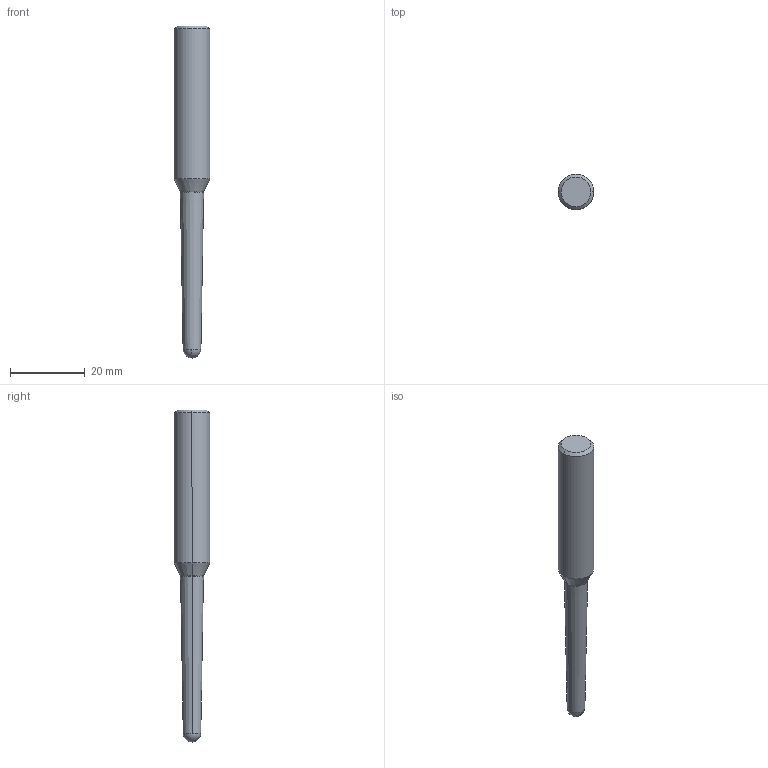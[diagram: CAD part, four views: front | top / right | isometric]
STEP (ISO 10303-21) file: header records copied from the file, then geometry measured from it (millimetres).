
FILE_DESCRIPTION (( 'STEP AP203' ), '1' );
FILE_NAME ('32452.STEP', '2024-03-04T15:24:41', ( '' ), ( '' ), 'SwSTEP 2.0', 'SolidWorks 2023', '' );
FILE_SCHEMA (( 'CONFIG_CONTROL_DESIGN' ));
Length unit declared in the file: inch
Products named in the file (1): 32452
Bounding box: 9.53 x 9.53 x 88.9 mm (x, y, z)
Volume: 4117 mm3; surface area: 2201.8 mm2
Topology: 2 solids, 2 shells, 15 faces, 28 edges, 17 vertices
Faces by surface type: cone 8, plane 3, sphere 2, cylinder 2
Entity records: 457 total; most frequent: DIRECTION 78, CARTESIAN_POINT 61, ORIENTED_EDGE 56, AXIS2_PLACEMENT_3D 34, EDGE_CURVE 28, CIRCLE 18, VERTEX_POINT 17, ADVANCED_FACE 15
